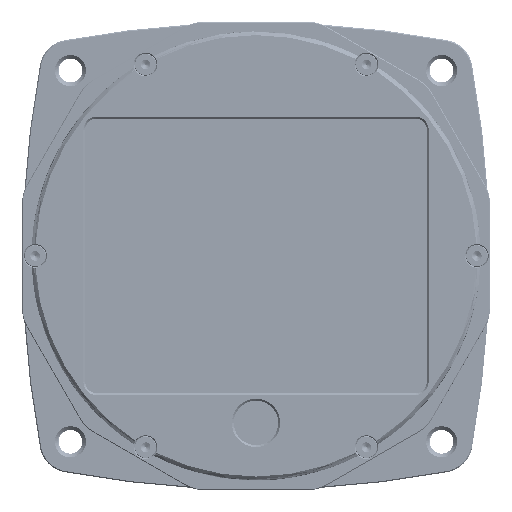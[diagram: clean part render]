
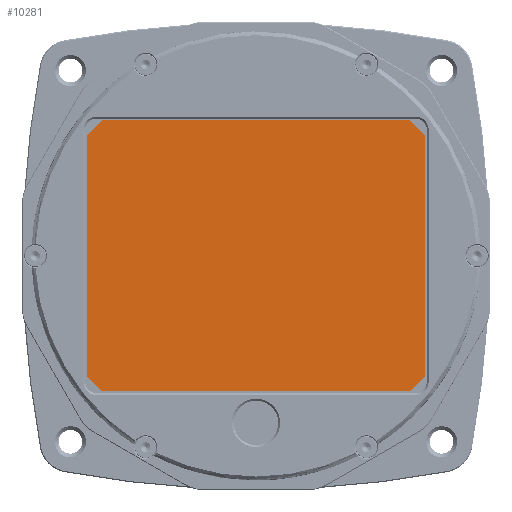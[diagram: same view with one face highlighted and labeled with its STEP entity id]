
A CAD part, top view. The second image highlights one B-rep face of the part: STEP entity #10281.
In plain terms, the highlighted planar face has unit normal (0, 0, 1).
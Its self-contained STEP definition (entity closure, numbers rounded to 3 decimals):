
#10281=ADVANCED_FACE('',(#14224),#11470,.T.);
#11470=PLANE('',#58020);
#14224=FACE_OUTER_BOUND('',#17495,.T.);
#17495=EDGE_LOOP('',(#32628,#32629,#32630,#32631,#32632,#32633,#32634,#32635));
#32628=ORIENTED_EDGE('',*,*,#45105,.T.);
#32629=ORIENTED_EDGE('',*,*,#45115,.T.);
#32630=ORIENTED_EDGE('',*,*,#45107,.T.);
#32631=ORIENTED_EDGE('',*,*,#45116,.T.);
#32632=ORIENTED_EDGE('',*,*,#45097,.T.);
#32633=ORIENTED_EDGE('',*,*,#45117,.T.);
#32634=ORIENTED_EDGE('',*,*,#45101,.T.);
#32635=ORIENTED_EDGE('',*,*,#45118,.T.);
#37529=VERTEX_POINT('',#139410);
#37530=VERTEX_POINT('',#139412);
#37533=VERTEX_POINT('',#139419);
#37534=VERTEX_POINT('',#139421);
#37537=VERTEX_POINT('',#139428);
#37538=VERTEX_POINT('',#139430);
#37539=VERTEX_POINT('',#139434);
#37540=VERTEX_POINT('',#139435);
#45097=EDGE_CURVE('',#37530,#37529,#48909,.T.);
#45101=EDGE_CURVE('',#37534,#37533,#48913,.T.);
#45105=EDGE_CURVE('',#37538,#37537,#48917,.T.);
#45107=EDGE_CURVE('',#37539,#37540,#48919,.T.);
#45115=EDGE_CURVE('',#37537,#37539,#48927,.T.);
#45116=EDGE_CURVE('',#37540,#37530,#48928,.T.);
#45117=EDGE_CURVE('',#37529,#37534,#48929,.T.);
#45118=EDGE_CURVE('',#37533,#37538,#48930,.T.);
#48909=LINE('',#139411,#52721);
#48913=LINE('',#139420,#52725);
#48917=LINE('',#139429,#52729);
#48919=LINE('',#139433,#52731);
#48927=LINE('',#139447,#52739);
#48928=LINE('',#139448,#52740);
#48929=LINE('',#139449,#52741);
#48930=LINE('',#139450,#52742);
#52721=VECTOR('',#72386,1.);
#52725=VECTOR('',#72392,1.);
#52729=VECTOR('',#72398,1.);
#52731=VECTOR('',#72402,1.);
#52739=VECTOR('',#72414,1.);
#52740=VECTOR('',#72415,1.);
#52741=VECTOR('',#72416,1.);
#52742=VECTOR('',#72417,1.);
#58020=AXIS2_PLACEMENT_3D('',#139451,#72418,#72419);
#72386=DIRECTION('',(1.,0.,0.));
#72392=DIRECTION('',(0.,1.,0.));
#72398=DIRECTION('',(-1.,0.,0.));
#72402=DIRECTION('',(0.,-1.,0.));
#72414=DIRECTION('',(-0.707,-0.707,0.));
#72415=DIRECTION('',(0.707,-0.707,0.));
#72416=DIRECTION('',(0.707,0.707,0.));
#72417=DIRECTION('',(-0.707,0.707,0.));
#72418=DIRECTION('',(0.,0.,1.));
#72419=DIRECTION('',(1.,0.,0.));
#139410=CARTESIAN_POINT('',(20.75,-18.25,1.));
#139411=CARTESIAN_POINT('',(-22.75,-18.25,1.));
#139412=CARTESIAN_POINT('',(-20.75,-18.25,1.));
#139419=CARTESIAN_POINT('',(22.75,16.25,1.));
#139420=CARTESIAN_POINT('',(22.75,-18.25,1.));
#139421=CARTESIAN_POINT('',(22.75,-16.25,1.));
#139428=CARTESIAN_POINT('',(-20.75,18.25,1.));
#139429=CARTESIAN_POINT('',(22.75,18.25,1.));
#139430=CARTESIAN_POINT('',(20.75,18.25,1.));
#139433=CARTESIAN_POINT('',(-22.75,18.25,1.));
#139434=CARTESIAN_POINT('',(-22.75,16.25,1.));
#139435=CARTESIAN_POINT('',(-22.75,-16.25,1.));
#139447=CARTESIAN_POINT('',(-19.5,19.5,1.));
#139448=CARTESIAN_POINT('',(-19.5,-19.5,1.));
#139449=CARTESIAN_POINT('',(19.5,-19.5,1.));
#139450=CARTESIAN_POINT('',(19.5,19.5,1.));
#139451=CARTESIAN_POINT('',(0.,0.,1.));
